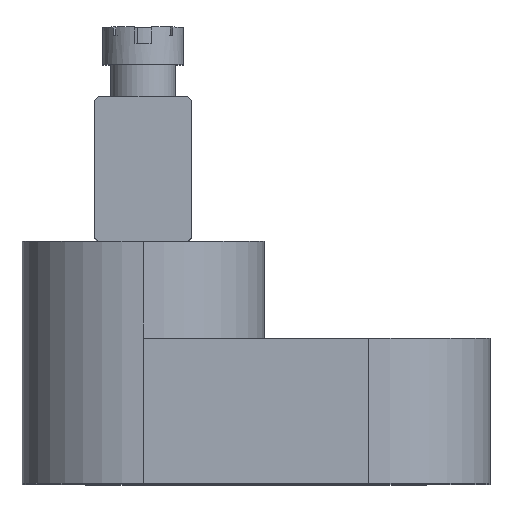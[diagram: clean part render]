
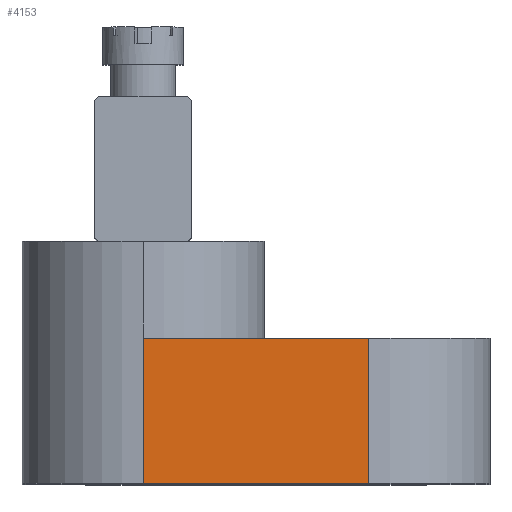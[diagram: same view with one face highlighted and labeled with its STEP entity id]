
A CAD part, top view. The second image highlights one B-rep face of the part: STEP entity #4153.
In plain terms, the highlighted planar face has unit normal (0, 0, 1).
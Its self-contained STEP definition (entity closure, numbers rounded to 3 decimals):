
#73 = DIRECTION ( 'NONE',  ( 1., 0., 0. ) ) ;
#322 = VECTOR ( 'NONE', #551, 1000. ) ;
#516 = PLANE ( 'NONE',  #4540 ) ;
#551 = DIRECTION ( 'NONE',  ( 0., 1., 0. ) ) ;
#616 = FACE_OUTER_BOUND ( 'NONE', #4365, .T. ) ;
#806 = CARTESIAN_POINT ( 'NONE',  ( -14.5, 0., 7.5 ) ) ;
#929 = VERTEX_POINT ( 'NONE', #1839 ) ;
#984 = VERTEX_POINT ( 'NONE', #1545 ) ;
#1284 = EDGE_CURVE ( 'NONE', #984, #929, #2458, .T. ) ;
#1545 = CARTESIAN_POINT ( 'NONE',  ( 7., 0., 7.5 ) ) ;
#1755 = ORIENTED_EDGE ( 'NONE', *, *, #2810, .T. ) ;
#1839 = CARTESIAN_POINT ( 'NONE',  ( 7., 9., 7.5 ) ) ;
#1932 = DIRECTION ( 'NONE',  ( -1., 0., 0. ) ) ;
#2176 = DIRECTION ( 'NONE',  ( 1., 0., 0. ) ) ;
#2242 = VECTOR ( 'NONE', #2176, 1000. ) ;
#2355 = LINE ( 'NONE', #3583, #322 ) ;
#2458 = LINE ( 'NONE', #4392, #3335 ) ;
#2608 = EDGE_CURVE ( 'NONE', #3773, #2720, #2355, .T. ) ;
#2647 = CARTESIAN_POINT ( 'NONE',  ( -7., 9., 7.5 ) ) ;
#2720 = VERTEX_POINT ( 'NONE', #2647 ) ;
#2783 = ORIENTED_EDGE ( 'NONE', *, *, #2608, .F. ) ;
#2810 = EDGE_CURVE ( 'NONE', #3773, #984, #3466, .T. ) ;
#2818 = CARTESIAN_POINT ( 'NONE',  ( -14.5, 9., 7.5 ) ) ;
#3242 = LINE ( 'NONE', #3299, #2242 ) ;
#3299 = CARTESIAN_POINT ( 'NONE',  ( -14.5, 9., 7.5 ) ) ;
#3335 = VECTOR ( 'NONE', #4321, 1000. ) ;
#3355 = VECTOR ( 'NONE', #73, 1000. ) ;
#3466 = LINE ( 'NONE', #806, #3355 ) ;
#3531 = ORIENTED_EDGE ( 'NONE', *, *, #4476, .F. ) ;
#3555 = CARTESIAN_POINT ( 'NONE',  ( -7., 0., 7.5 ) ) ;
#3583 = CARTESIAN_POINT ( 'NONE',  ( -7., -10.607, 7.5 ) ) ;
#3773 = VERTEX_POINT ( 'NONE', #3555 ) ;
#4133 = DIRECTION ( 'NONE',  ( 0., 0., -1. ) ) ;
#4153 = ADVANCED_FACE ( 'NONE', ( #616 ), #516, .F. ) ;
#4321 = DIRECTION ( 'NONE',  ( 0., 1., 0. ) ) ;
#4365 = EDGE_LOOP ( 'NONE', ( #4462, #3531, #2783, #1755 ) ) ;
#4392 = CARTESIAN_POINT ( 'NONE',  ( 7., -10.607, 7.5 ) ) ;
#4462 = ORIENTED_EDGE ( 'NONE', *, *, #1284, .T. ) ;
#4476 = EDGE_CURVE ( 'NONE', #2720, #929, #3242, .T. ) ;
#4540 = AXIS2_PLACEMENT_3D ( 'NONE', #2818, #4133, #1932 ) ;
